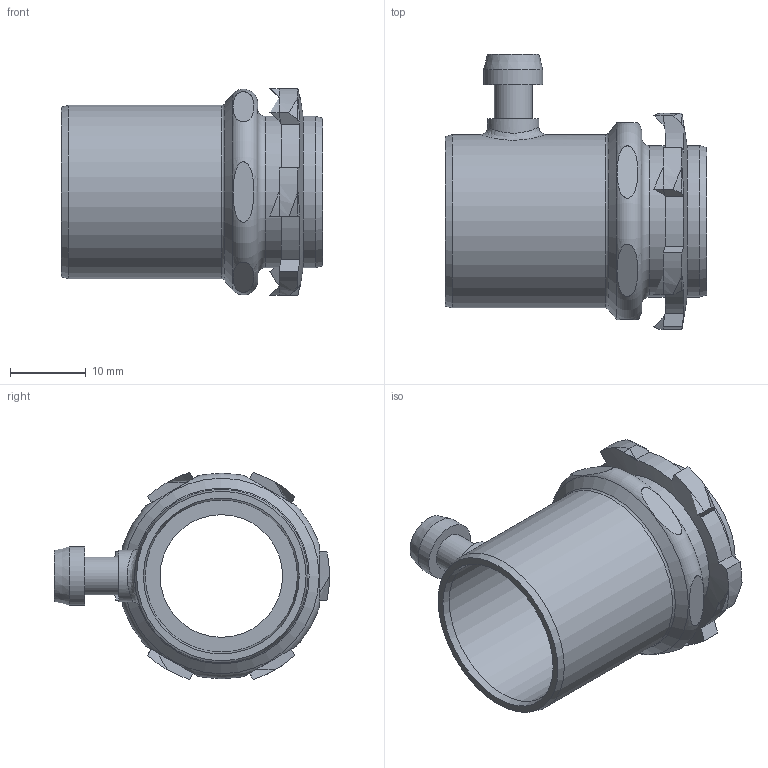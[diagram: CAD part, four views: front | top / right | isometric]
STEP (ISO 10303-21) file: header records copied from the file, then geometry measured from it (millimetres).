
FILE_DESCRIPTION(/* description */ (''),/* implementation_level */ '2;1');
FILE_NAME(/* name */ '',/* time_stamp */ '2025-06-20T15:04:02+07:00',/* author */ ('zeta-72'),/* organization */ (''),/* preprocessor_version */ 'ST-DEVELOPER v19.2',/* originating_system */ 'Autodesk Inventor 2024',/* authorisation */ '');
FILE_SCHEMA (('AUTOMOTIVE_DESIGN { 1 0 10303 214 3 1 1 }'));
Length unit declared in the file: millimetre
Products named in the file (1): ЗЭТА.046.000.000_Муфта вводная 
IP40_Упростить_1
Bounding box: 34.6 x 36.35 x 27.34 mm (x, y, z)
Volume: 5017.6 mm3; surface area: 5910.1 mm2
Topology: 7 solids, 7 shells, 96 faces, 257 edges, 159 vertices
Faces by surface type: plane 31, bspline 31, cylinder 20, cone 11, torus 3
Full cylindrical faces by diameter (mm): 5 x1, 6.8 x1, 7.8 x1, 16.2 x1, 20 x2, 20.1 x1, 22.9 x1
Entity records: 3928 total; most frequent: CARTESIAN_POINT 1718, ORIENTED_EDGE 454, DIRECTION 368, EDGE_CURVE 227, AXIS2_PLACEMENT_3D 161, VERTEX_POINT 159, EDGE_LOOP 112, STYLED_ITEM 102
